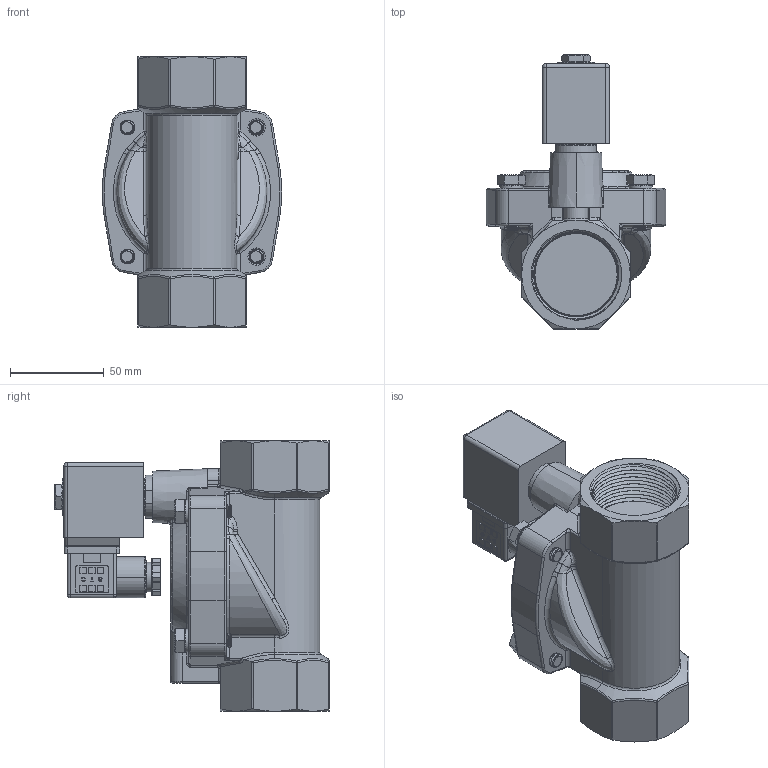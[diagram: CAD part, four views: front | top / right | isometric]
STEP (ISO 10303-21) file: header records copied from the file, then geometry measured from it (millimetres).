
FILE_DESCRIPTION (( 'STEP AP214' ), '1' );
FILE_NAME ('2DS400-1-1-2.STEP', '2018-10-03T17:03:38', ( '' ), ( '' ), 'SwSTEP 2.0', 'SolidWorks 2016', '' );
FILE_SCHEMA (( 'AUTOMOTIVE_DESIGN' ));
Length unit declared in the file: millimetre
Products named in the file (1): 2DS400-1-1-2
Bounding box: 95.72 x 146.35 x 144.5 mm (x, y, z)
Volume: 587691.1 mm3; surface area: 103967.6 mm2
Topology: 22 solids, 22 shells, 1751 faces, 4846 edges, 3160 vertices
Faces by surface type: plane 652, cylinder 598, bspline 247, cone 143, torus 73, sphere 38
Entity records: 133437 total; most frequent: CARTESIAN_POINT 73106, ORIENTED_EDGE 9634, DIRECTION 6828, EDGE_CURVE 4817, VERTEX_POINT 3160, AXIS2_PLACEMENT_3D 2301, LINE 2226, VECTOR 2226
